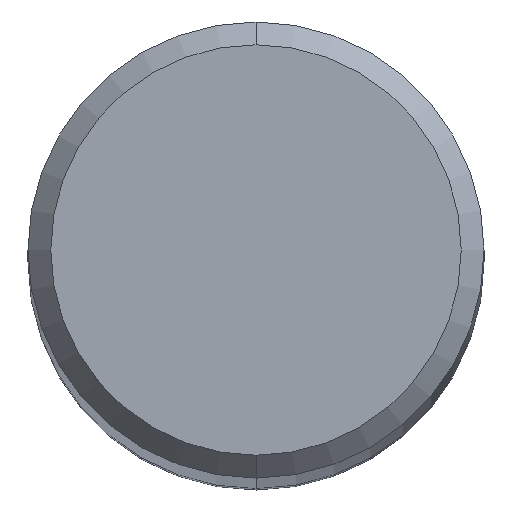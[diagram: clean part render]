
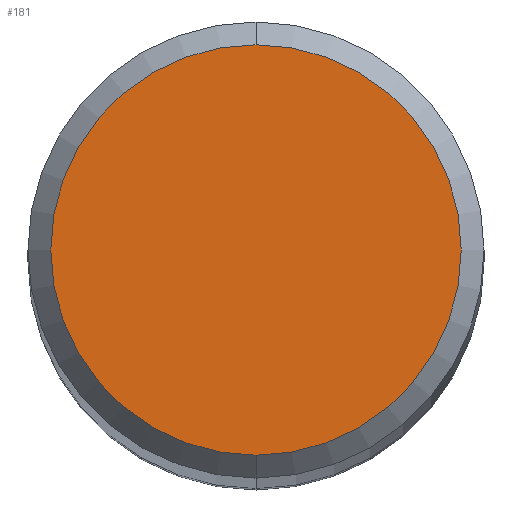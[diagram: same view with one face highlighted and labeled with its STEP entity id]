
A CAD part, top view. The second image highlights one B-rep face of the part: STEP entity #181.
In plain terms, the highlighted planar face has unit normal (0, 0, 1).
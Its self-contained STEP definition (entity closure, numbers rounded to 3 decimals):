
#157=VERTEX_POINT('',#424);
#181=ADVANCED_FACE('',(#450),#451,.T.);
#235=VERTEX_POINT('',#509);
#301=EDGE_CURVE('',#235,#157,#580,.T.);
#371=EDGE_CURVE('',#157,#235,#658,.T.);
#424=CARTESIAN_POINT('',(0.0,4.5,0.0));
#450=FACE_OUTER_BOUND('',#801,.T.);
#451=PLANE('',#802);
#509=CARTESIAN_POINT('',(0.,-4.5,0.0));
#580=CIRCLE('',#1081,4.5);
#658=CIRCLE('',#1236,4.5);
#801=EDGE_LOOP('',(#1339,#1340));
#802=AXIS2_PLACEMENT_3D('',#1341,#1342,#1343);
#1081=AXIS2_PLACEMENT_3D('',#1464,#1465,#1466);
#1236=AXIS2_PLACEMENT_3D('',#1563,#1564,#1565);
#1339=ORIENTED_EDGE('',*,*,#371,.F.);
#1340=ORIENTED_EDGE('',*,*,#301,.F.);
#1341=CARTESIAN_POINT('',(0.0,2.25,0.0));
#1342=DIRECTION('',(-0.0,0.0,1.0));
#1343=DIRECTION('',(0.0,-1.0,0.0));
#1464=CARTESIAN_POINT('',(0.0,0.0,0.0));
#1465=DIRECTION('',(0.0,0.0,-1.0));
#1466=DIRECTION('',(0.0,1.0,0.0));
#1563=CARTESIAN_POINT('',(0.0,0.0,0.0));
#1564=DIRECTION('',(0.0,0.0,-1.0));
#1565=DIRECTION('',(0.0,1.0,0.0));
